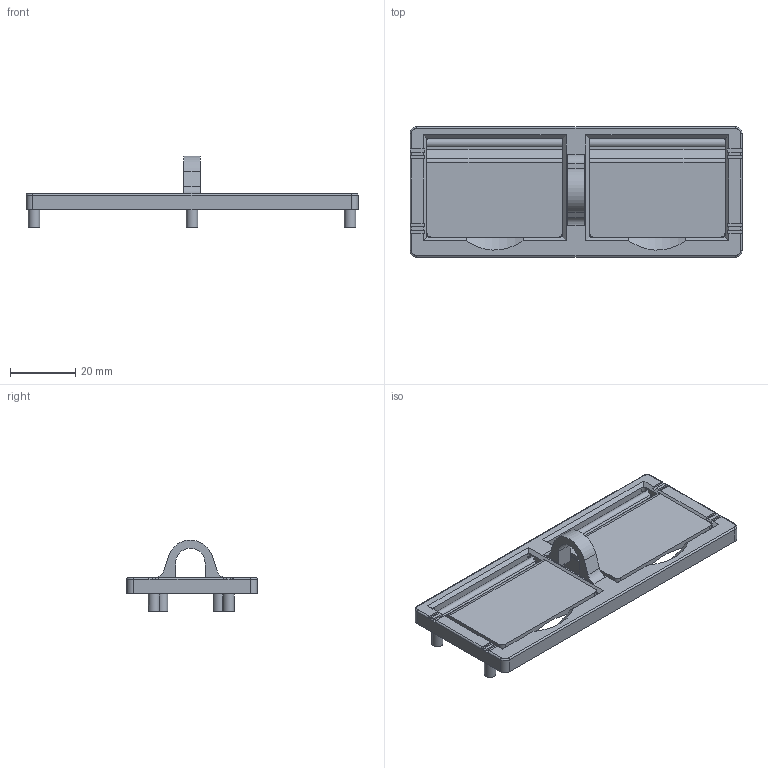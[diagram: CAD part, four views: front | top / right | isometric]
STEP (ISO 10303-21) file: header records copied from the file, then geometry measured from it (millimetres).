
FILE_DESCRIPTION(/* description */ (''),/* implementation_level */ '2;1');
FILE_NAME(/* name */ 'FAN_W6 按钮锁（2500-6300）.x_t.stp',/* time_stamp */ '2023-09-15T13:42:05+08:00',/* author */ (''),/* organization */ (''),/* preprocessor_version */ 'ST-DEVELOPER v16.7',/* originating_system */ 'SIEMENS PLM Software NX 12.0',/* authorisation */ '');
FILE_SCHEMA (('AUTOMOTIVE_DESIGN { 1 0 10303 214 3 1 1 1 }'));
Length unit declared in the file: millimetre
Products named in the file (1): _model2
Bounding box: 101.8 x 40 x 21.98 mm (x, y, z)
Volume: 11064 mm3; surface area: 13248.8 mm2
Topology: 1 solids, 1 shells, 218 faces, 660 edges, 430 vertices
Faces by surface type: plane 148, cylinder 66, torus 4
Full cylindrical faces by diameter (mm): 3.5 x6
Entity records: 8387 total; most frequent: CARTESIAN_POINT 1297, ORIENTED_EDGE 1296, DIRECTION 1248, EDGE_CURVE 648, LINE 482, VECTOR 482, VERTEX_POINT 424, AXIS2_PLACEMENT_3D 383
